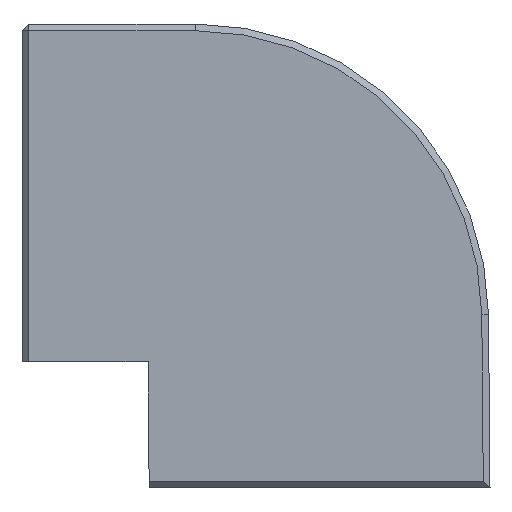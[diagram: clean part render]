
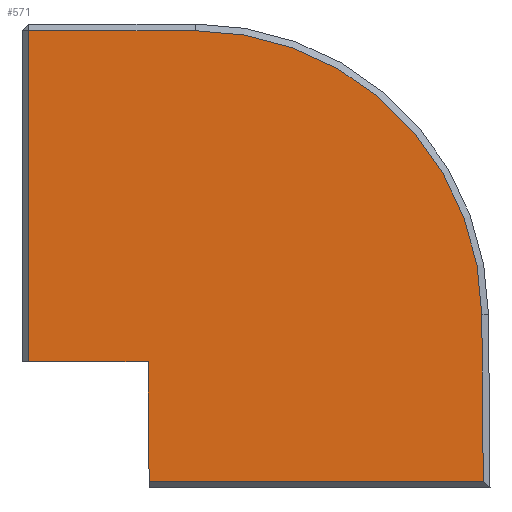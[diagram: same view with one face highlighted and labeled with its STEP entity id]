
A CAD part, left-side view. The second image highlights one B-rep face of the part: STEP entity #571.
In plain terms, the highlighted planar face has unit normal (-1, 0, 0).
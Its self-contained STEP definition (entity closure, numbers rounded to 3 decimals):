
#527=AXIS2_PLACEMENT_3D('Plane Axis2P3D',#524,#525,#526) ;
#545=AXIS2_PLACEMENT_3D('Circle Axis2P3D',#543,#544,$) ;
#432=CARTESIAN_POINT('Vertex',(-22.173,-44.337,14.271)) ;
#435=CARTESIAN_POINT('Line Origine',(-22.173,-37.199,14.271)) ;
#439=CARTESIAN_POINT('Vertex',(-22.173,-30.062,14.271)) ;
#497=CARTESIAN_POINT('Line Origine',(-22.173,-44.399,7.134)) ;
#501=CARTESIAN_POINT('Vertex',(-22.173,-44.461,-0.004)) ;
#524=CARTESIAN_POINT('Axis2P3D Location',(-22.173,0.,0.)) ;
#529=CARTESIAN_POINT('Line Origine',(-22.173,-64.438,-0.004)) ;
#533=CARTESIAN_POINT('Vertex',(-22.173,-84.415,-0.004)) ;
#536=CARTESIAN_POINT('Line Origine',(-22.173,-84.328,9.946)) ;
#540=CARTESIAN_POINT('Vertex',(-22.173,-84.241,19.897)) ;
#543=CARTESIAN_POINT('Axis2P3D Location',(-22.173,-49.968,19.597)) ;
#547=CARTESIAN_POINT('Vertex',(-22.173,-49.968,53.872)) ;
#550=CARTESIAN_POINT('Line Origine',(-22.173,-40.015,53.872)) ;
#554=CARTESIAN_POINT('Vertex',(-22.173,-30.062,53.872)) ;
#557=CARTESIAN_POINT('Line Origine',(-22.173,-30.062,34.072)) ;
#436=DIRECTION('Vector Direction',(0.,1.,0.)) ;
#498=DIRECTION('Vector Direction',(0.,0.009,1.)) ;
#525=DIRECTION('Axis2P3D Direction',(1.,0.,0.)) ;
#526=DIRECTION('Axis2P3D XDirection',(0.,1.,0.)) ;
#530=DIRECTION('Vector Direction',(0.,1.,0.)) ;
#537=DIRECTION('Vector Direction',(0.,-0.009,-1.)) ;
#544=DIRECTION('Axis2P3D Direction',(1.,0.,0.)) ;
#551=DIRECTION('Vector Direction',(0.,-1.,0.)) ;
#558=DIRECTION('Vector Direction',(0.,0.,1.)) ;
#437=VECTOR('Line Direction',#436,1.) ;
#499=VECTOR('Line Direction',#498,1.) ;
#531=VECTOR('Line Direction',#530,1.) ;
#538=VECTOR('Line Direction',#537,1.) ;
#552=VECTOR('Line Direction',#551,1.) ;
#559=VECTOR('Line Direction',#558,1.) ;
#563=ORIENTED_EDGE('',*,*,#535,.F.) ;
#564=ORIENTED_EDGE('',*,*,#542,.F.) ;
#565=ORIENTED_EDGE('',*,*,#549,.F.) ;
#566=ORIENTED_EDGE('',*,*,#556,.F.) ;
#567=ORIENTED_EDGE('',*,*,#561,.F.) ;
#568=ORIENTED_EDGE('',*,*,#441,.F.) ;
#569=ORIENTED_EDGE('',*,*,#503,.F.) ;
#571=ADVANCED_FACE('Body.2',(#570),#528,.F.) ;
#546=CIRCLE('generated circle',#545,34.275) ;
#441=EDGE_CURVE('',#433,#440,#438,.T.) ;
#503=EDGE_CURVE('',#502,#433,#500,.T.) ;
#535=EDGE_CURVE('',#534,#502,#532,.T.) ;
#542=EDGE_CURVE('',#541,#534,#539,.T.) ;
#549=EDGE_CURVE('',#548,#541,#546,.T.) ;
#556=EDGE_CURVE('',#555,#548,#553,.T.) ;
#561=EDGE_CURVE('',#440,#555,#560,.T.) ;
#562=EDGE_LOOP('',(#563,#564,#565,#566,#567,#568,#569)) ;
#570=FACE_OUTER_BOUND('',#562,.T.) ;
#438=LINE('Line',#435,#437) ;
#500=LINE('Line',#497,#499) ;
#532=LINE('Line',#529,#531) ;
#539=LINE('Line',#536,#538) ;
#553=LINE('Line',#550,#552) ;
#560=LINE('Line',#557,#559) ;
#528=PLANE('',#527) ;
#433=VERTEX_POINT('',#432) ;
#440=VERTEX_POINT('',#439) ;
#502=VERTEX_POINT('',#501) ;
#534=VERTEX_POINT('',#533) ;
#541=VERTEX_POINT('',#540) ;
#548=VERTEX_POINT('',#547) ;
#555=VERTEX_POINT('',#554) ;
